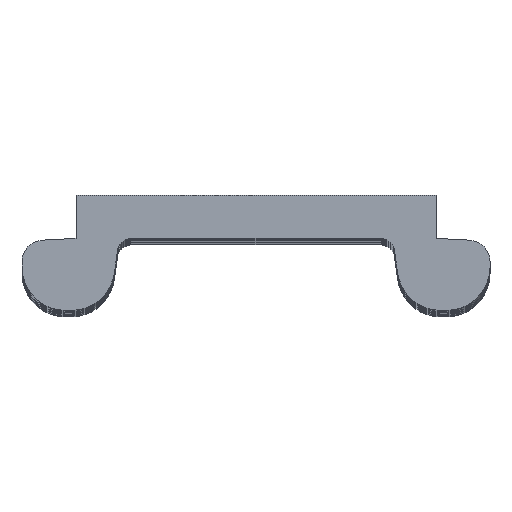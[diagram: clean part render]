
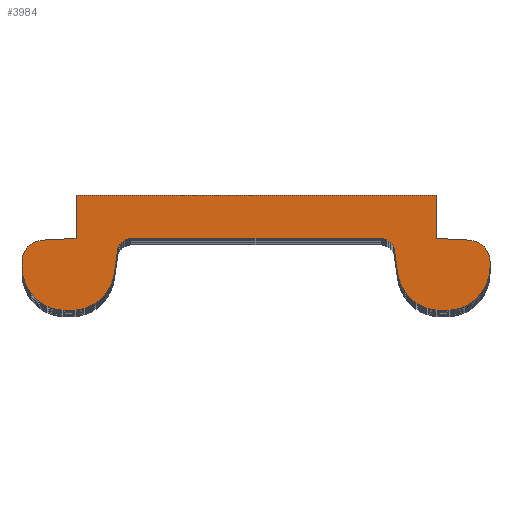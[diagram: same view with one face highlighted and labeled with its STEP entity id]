
A CAD part, top view. The second image highlights one B-rep face of the part: STEP entity #3984.
In plain terms, the highlighted planar face has unit normal (0, 0, 1).
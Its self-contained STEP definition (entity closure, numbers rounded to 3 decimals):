
#1=DIRECTION('',(-0.139,0.99,0.));
#2=VECTOR('',#1,0.314);
#3=CARTESIAN_POINT('',(1.968,-0.483,51.4));
#4=LINE('',#3,#2);
#5=DIRECTION('',(0.139,0.99,0.));
#6=VECTOR('',#5,0.314);
#7=CARTESIAN_POINT('',(-1.968,-0.483,51.4));
#8=LINE('',#7,#6);
#9=CARTESIAN_POINT('',(-2.562,-0.4,51.4));
#10=DIRECTION('',(0.,0.,1.));
#11=DIRECTION('',(-0.001,-1.,0.));
#12=AXIS2_PLACEMENT_3D('',#9,#10,#11);
#14=DIRECTION('',(1.,-0.001,0.));
#15=VECTOR('',#14,0.088);
#16=CARTESIAN_POINT('',(-2.65,-1.,51.4));
#17=LINE('',#16,#15);
#18=CARTESIAN_POINT('',(-2.65,-0.4,51.4));
#19=DIRECTION('',(0.,0.,1.));
#20=DIRECTION('',(-1.,0.,0.));
#21=AXIS2_PLACEMENT_3D('',#18,#19,#20);
#23=DIRECTION('',(0.,-1.,0.));
#24=VECTOR('',#23,0.076);
#25=CARTESIAN_POINT('',(-3.25,-0.324,51.4));
#26=LINE('',#25,#24);
#27=CARTESIAN_POINT('',(-2.95,-0.324,51.4));
#28=DIRECTION('',(0.,0.,1.));
#29=DIRECTION('',(-0.052,0.999,0.));
#30=AXIS2_PLACEMENT_3D('',#27,#28,#29);
#32=DIRECTION('',(-0.999,-0.052,0.));
#33=VECTOR('',#32,0.466);
#34=CARTESIAN_POINT('',(-2.5,0.,51.4));
#35=LINE('',#34,#33);
#36=DIRECTION('',(0.,-1.,0.));
#37=VECTOR('',#36,0.6);
#38=CARTESIAN_POINT('',(-2.5,0.6,51.4));
#39=LINE('',#38,#37);
#40=DIRECTION('',(0.,-1.,0.));
#41=VECTOR('',#40,0.6);
#42=CARTESIAN_POINT('',(2.5,0.6,51.4));
#43=LINE('',#42,#41);
#44=DIRECTION('',(0.999,-0.052,0.));
#45=VECTOR('',#44,0.466);
#46=CARTESIAN_POINT('',(2.5,0.,51.4));
#47=LINE('',#46,#45);
#48=CARTESIAN_POINT('',(2.95,-0.324,51.4));
#49=DIRECTION('',(0.,0.,1.));
#50=DIRECTION('',(1.,0.,0.));
#51=AXIS2_PLACEMENT_3D('',#48,#49,#50);
#53=DIRECTION('',(0.,-1.,0.));
#54=VECTOR('',#53,0.076);
#55=CARTESIAN_POINT('',(3.25,-0.324,51.4));
#56=LINE('',#55,#54);
#57=CARTESIAN_POINT('',(2.65,-0.4,51.4));
#58=DIRECTION('',(0.,0.,1.));
#59=DIRECTION('',(0.001,-1.,0.));
#60=AXIS2_PLACEMENT_3D('',#57,#58,#59);
#62=DIRECTION('',(-1.,-0.001,0.));
#63=VECTOR('',#62,0.088);
#64=CARTESIAN_POINT('',(2.65,-1.,51.4));
#65=LINE('',#64,#63);
#66=CARTESIAN_POINT('',(2.562,-0.4,51.4));
#67=DIRECTION('',(0.,0.,1.));
#68=DIRECTION('',(-0.99,-0.139,0.));
#69=AXIS2_PLACEMENT_3D('',#66,#67,#68);
#1696=CARTESIAN_POINT('',(-1.726,-0.2,51.4));
#1697=DIRECTION('',(0.,0.,-1.));
#1698=DIRECTION('',(-0.99,0.139,0.));
#1699=AXIS2_PLACEMENT_3D('',#1696,#1697,#1698);
#1853=DIRECTION('',(1.,0.,0.));
#1854=VECTOR('',#1853,3.452);
#1855=CARTESIAN_POINT('',(-1.726,0.,51.4));
#1856=LINE('',#1855,#1854);
#1956=CARTESIAN_POINT('',(1.726,-0.2,51.4));
#1957=DIRECTION('',(0.,0.,-1.));
#1958=DIRECTION('',(0.,1.,0.));
#1959=AXIS2_PLACEMENT_3D('',#1956,#1957,#1958);
#2885=DIRECTION('',(-1.,0.,0.));
#2886=VECTOR('',#2885,5.);
#2887=CARTESIAN_POINT('',(2.5,0.6,51.4));
#2888=LINE('',#2887,#2886);
#2997=CARTESIAN_POINT('',(-2.5,0.6,51.4));
#2998=CARTESIAN_POINT('',(-2.5,0.,51.4));
#2999=VERTEX_POINT('',#2997);
#3000=VERTEX_POINT('',#2998);
#3005=CARTESIAN_POINT('',(2.5,0.6,51.4));
#3006=CARTESIAN_POINT('',(2.5,0.,51.4));
#3007=VERTEX_POINT('',#3005);
#3008=VERTEX_POINT('',#3006);
#3013=CARTESIAN_POINT('',(-2.562,-1.,51.4));
#3014=CARTESIAN_POINT('',(-1.968,-0.483,51.4));
#3015=VERTEX_POINT('',#3013);
#3016=VERTEX_POINT('',#3014);
#3017=CARTESIAN_POINT('',(1.968,-0.483,51.4));
#3018=CARTESIAN_POINT('',(2.562,-1.,51.4));
#3019=VERTEX_POINT('',#3017);
#3020=VERTEX_POINT('',#3018);
#3029=CARTESIAN_POINT('',(-3.25,-0.4,51.4));
#3030=CARTESIAN_POINT('',(-2.65,-1.,51.4));
#3031=VERTEX_POINT('',#3029);
#3032=VERTEX_POINT('',#3030);
#3033=CARTESIAN_POINT('',(2.65,-1.,51.4));
#3034=CARTESIAN_POINT('',(3.25,-0.4,51.4));
#3035=VERTEX_POINT('',#3033);
#3036=VERTEX_POINT('',#3034);
#3045=CARTESIAN_POINT('',(-2.966,-0.024,51.4));
#3046=CARTESIAN_POINT('',(-3.25,-0.324,51.4));
#3047=VERTEX_POINT('',#3045);
#3048=VERTEX_POINT('',#3046);
#3049=CARTESIAN_POINT('',(3.25,-0.324,51.4));
#3050=CARTESIAN_POINT('',(2.966,-0.024,51.4));
#3051=VERTEX_POINT('',#3049);
#3052=VERTEX_POINT('',#3050);
#3057=CARTESIAN_POINT('',(-1.726,0.,51.4));
#3058=CARTESIAN_POINT('',(1.726,0.,51.4));
#3059=VERTEX_POINT('',#3057);
#3060=VERTEX_POINT('',#3058);
#3067=CARTESIAN_POINT('',(-1.924,-0.172,51.4));
#3068=VERTEX_POINT('',#3067);
#3071=CARTESIAN_POINT('',(1.924,-0.172,51.4));
#3072=VERTEX_POINT('',#3071);
#3937=CARTESIAN_POINT('',(0.,0.,51.4));
#3938=DIRECTION('',(0.,0.,1.));
#3939=DIRECTION('',(1.,0.,0.));
#3940=AXIS2_PLACEMENT_3D('',#3937,#3938,#3939);
#3941=PLANE('',#3940);
#3943=ORIENTED_EDGE('',*,*,#3942,.T.);
#3945=ORIENTED_EDGE('',*,*,#3944,.F.);
#3947=ORIENTED_EDGE('',*,*,#3946,.F.);
#3949=ORIENTED_EDGE('',*,*,#3948,.F.);
#3951=ORIENTED_EDGE('',*,*,#3950,.F.);
#3953=ORIENTED_EDGE('',*,*,#3952,.F.);
#3955=ORIENTED_EDGE('',*,*,#3954,.F.);
#3957=ORIENTED_EDGE('',*,*,#3956,.F.);
#3959=ORIENTED_EDGE('',*,*,#3958,.F.);
#3961=ORIENTED_EDGE('',*,*,#3960,.F.);
#3963=ORIENTED_EDGE('',*,*,#3962,.F.);
#3965=ORIENTED_EDGE('',*,*,#3964,.F.);
#3967=ORIENTED_EDGE('',*,*,#3966,.F.);
#3969=ORIENTED_EDGE('',*,*,#3968,.T.);
#3971=ORIENTED_EDGE('',*,*,#3970,.T.);
#3973=ORIENTED_EDGE('',*,*,#3972,.F.);
#3975=ORIENTED_EDGE('',*,*,#3974,.T.);
#3977=ORIENTED_EDGE('',*,*,#3976,.F.);
#3979=ORIENTED_EDGE('',*,*,#3978,.T.);
#3981=ORIENTED_EDGE('',*,*,#3980,.F.);
#3982=EDGE_LOOP('',(#3943,#3945,#3947,#3949,#3951,#3953,#3955,#3957,#3959,#3961,
#3963,#3965,#3967,#3969,#3971,#3973,#3975,#3977,#3979,#3981));
#3983=FACE_OUTER_BOUND('',#3982,.F.);
#13=CIRCLE('',#12,0.6);
#22=CIRCLE('',#21,0.6);
#31=CIRCLE('',#30,0.3);
#52=CIRCLE('',#51,0.3);
#61=CIRCLE('',#60,0.6);
#70=CIRCLE('',#69,0.6);
#1700=CIRCLE('',#1699,0.2);
#1960=CIRCLE('',#1959,0.2);
#3942=EDGE_CURVE('',#3019,#3072,#4,.T.);
#3944=EDGE_CURVE('',#3060,#3072,#1960,.T.);
#3946=EDGE_CURVE('',#3059,#3060,#1856,.T.);
#3948=EDGE_CURVE('',#3068,#3059,#1700,.T.);
#3950=EDGE_CURVE('',#3016,#3068,#8,.T.);
#3952=EDGE_CURVE('',#3015,#3016,#13,.T.);
#3954=EDGE_CURVE('',#3032,#3015,#17,.T.);
#3956=EDGE_CURVE('',#3031,#3032,#22,.T.);
#3958=EDGE_CURVE('',#3048,#3031,#26,.T.);
#3960=EDGE_CURVE('',#3047,#3048,#31,.T.);
#3962=EDGE_CURVE('',#3000,#3047,#35,.T.);
#3964=EDGE_CURVE('',#2999,#3000,#39,.T.);
#3966=EDGE_CURVE('',#3007,#2999,#2888,.T.);
#3968=EDGE_CURVE('',#3007,#3008,#43,.T.);
#3970=EDGE_CURVE('',#3008,#3052,#47,.T.);
#3972=EDGE_CURVE('',#3051,#3052,#52,.T.);
#3974=EDGE_CURVE('',#3051,#3036,#56,.T.);
#3976=EDGE_CURVE('',#3035,#3036,#61,.T.);
#3978=EDGE_CURVE('',#3035,#3020,#65,.T.);
#3980=EDGE_CURVE('',#3019,#3020,#70,.T.);
#3984=ADVANCED_FACE('',(#3983),#3941,.T.);
